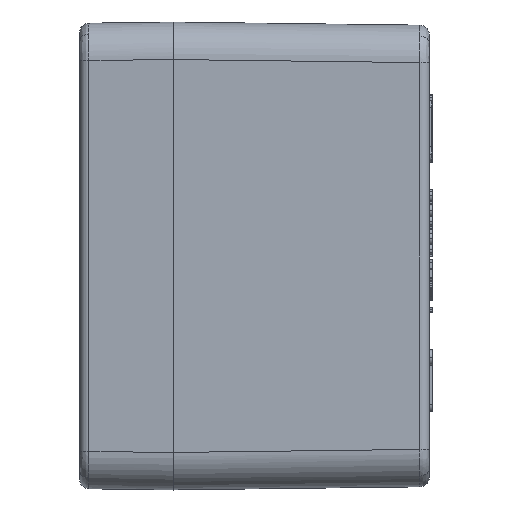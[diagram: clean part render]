
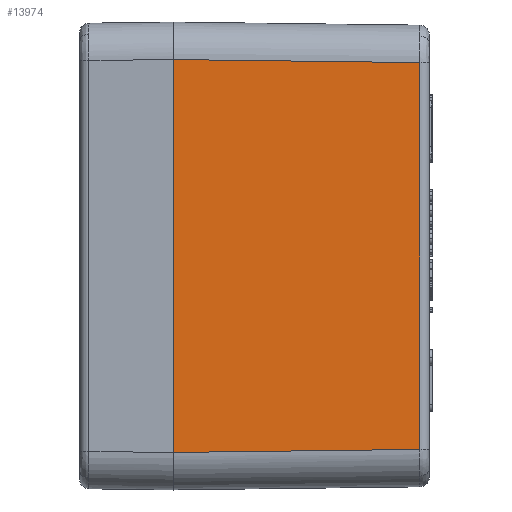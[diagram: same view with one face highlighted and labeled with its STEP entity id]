
A CAD part, left-side view. The second image highlights one B-rep face of the part: STEP entity #13974.
In plain terms, the highlighted planar face has unit normal (-1, -0.012, 0).
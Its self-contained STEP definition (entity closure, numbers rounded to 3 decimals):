
#467 = VERTEX_POINT ( 'NONE', #56942 ) ;
#3981 = AXIS2_PLACEMENT_3D ( 'NONE', #27509, #13534, #47398 ) ;
#4981 = VECTOR ( 'NONE', #46958, 1000. ) ;
#6333 = EDGE_CURVE ( 'NONE', #27933, #38704, #25971, .T. ) ;
#8711 = PLANE ( 'NONE',  #3981 ) ;
#10119 = VECTOR ( 'NONE', #39968, 1000. ) ;
#10315 = FACE_OUTER_BOUND ( 'NONE', #24354, .T. ) ;
#13091 = CARTESIAN_POINT ( 'NONE',  ( -79.496, -39.218, 30.979 ) ) ;
#13120 = VECTOR ( 'NONE', #43048, 1000. ) ;
#13534 = DIRECTION ( 'NONE',  ( -1., -0.012, 0. ) ) ;
#13974 = ADVANCED_FACE ( 'NONE', ( #10315 ), #8711, .T. ) ;
#14903 = EDGE_CURVE ( 'NONE', #38704, #61442, #26151, .T. ) ;
#17034 = EDGE_CURVE ( 'NONE', #61442, #467, #49491, .T. ) ;
#18299 = CARTESIAN_POINT ( 'NONE',  ( -79.496, -39.218, 30.997 ) ) ;
#23048 = CARTESIAN_POINT ( 'NONE',  ( -79.979, 0.3, -31.48 ) ) ;
#24354 = EDGE_LOOP ( 'NONE', ( #48087, #36039, #56441, #47979 ) ) ;
#25971 = LINE ( 'NONE', #62220, #13120 ) ;
#26151 = LINE ( 'NONE', #13091, #4981 ) ;
#27509 = CARTESIAN_POINT ( 'NONE',  ( -80., 2., -37.5 ) ) ;
#27772 = CARTESIAN_POINT ( 'NONE',  ( -79.99, 1.157, 31.49 ) ) ;
#27933 = VERTEX_POINT ( 'NONE', #23048 ) ;
#35058 = VECTOR ( 'NONE', #42394, 1000. ) ;
#36039 = ORIENTED_EDGE ( 'NONE', *, *, #14903, .T. ) ;
#38704 = VERTEX_POINT ( 'NONE', #49255 ) ;
#39968 = DIRECTION ( 'NONE',  ( 0., 0., -1. ) ) ;
#42394 = DIRECTION ( 'NONE',  ( -0.012, 1., 0.012 ) ) ;
#43048 = DIRECTION ( 'NONE',  ( 0.012, -1., 0.012 ) ) ;
#46958 = DIRECTION ( 'NONE',  ( 0., 0., 1. ) ) ;
#47398 = DIRECTION ( 'NONE',  ( 0.012, -1., 0. ) ) ;
#47979 = ORIENTED_EDGE ( 'NONE', *, *, #49492, .T. ) ;
#48087 = ORIENTED_EDGE ( 'NONE', *, *, #6333, .T. ) ;
#49255 = CARTESIAN_POINT ( 'NONE',  ( -79.496, -39.218, -30.997 ) ) ;
#49491 = LINE ( 'NONE', #27772, #35058 ) ;
#49492 = EDGE_CURVE ( 'NONE', #467, #27933, #61519, .T. ) ;
#53691 = CARTESIAN_POINT ( 'NONE',  ( -79.979, 0.3, -37.5 ) ) ;
#56441 = ORIENTED_EDGE ( 'NONE', *, *, #17034, .T. ) ;
#56942 = CARTESIAN_POINT ( 'NONE',  ( -79.979, 0.3, 31.48 ) ) ;
#61442 = VERTEX_POINT ( 'NONE', #18299 ) ;
#61519 = LINE ( 'NONE', #53691, #10119 ) ;
#62220 = CARTESIAN_POINT ( 'NONE',  ( -80.001, 2.073, -31.501 ) ) ;
